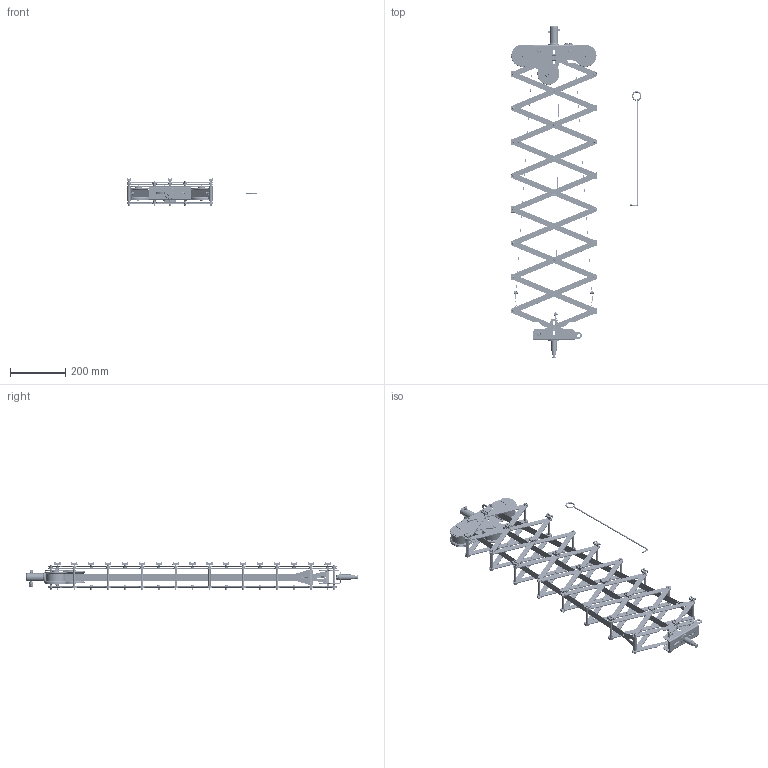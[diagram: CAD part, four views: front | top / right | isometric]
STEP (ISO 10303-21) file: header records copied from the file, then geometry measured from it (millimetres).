
FILE_DESCRIPTION (( 'STEP AP203' ), '1' );
FILE_NAME ('G1500.STEP', '2018-09-27T12:48:20', ( '' ), ( '' ), 'SwSTEP 2.0', 'SolidWorks 2016', '' );
FILE_SCHEMA (( 'CONFIG_CONTROL_DESIGN' ));
Length unit declared in the file: millimetre
Products named in the file (42): F956; TH1961; TH3731; TH1801; A Washer_Bright washer BS 4320 - M6 (Form A); Hex Nut Style 1 GradeAB_Doughty Fastners_Hexagon Nut ISO - 4032 - M6 - D - S; Hex Screw GradeC_Doughty Fastners_ISO 4018 - M10 x 20-WS; SW3dPS-nyloc nut, st stl a2 iso_M6 NYLOC; F1042; A Washer_Bright washer BS 4320 - M10 (Form A); TH3736_MIDWAY MIDDLE; TH3735_MIDWAY; F2019; S3601_Extended Midway; TH1954; Hex Screw GradeC_Doughty Fastners_ISO 4018 - M6 x 16-WS; TH1958; TH1955; TH3732; S2003; TH3733; TH1953; Hex Screw GradeC_Doughty Fastners_ISO 4018 - M10 x 30-WS; G1500; TH3734_Formed_DEFAULT; F1041; TH1960; TH1962; TH2073_Formed_6.0KG - 2.0m; TH1956; TH1959; G1499; TH2237; Hex Screw GradeC_Doughty Fastners_ISO 4018 - M5 x 10-WS; Single Coil Rectangular Section Spring Washer_Doughty Fastners_M10 Spring Washer; F2005; TH1999; Doughty Knob_S3075; S3601_MIDWAY MIDDLE; B Washer_Bright washer BS 4320 - M5 (Form B) ...
Assembly tree (293 placements, depth 3):
  G1500
    TH3731
    TH1960  x2
    TH1959  x2
    TH1955  x10
    F1041  x8
    F956  x86
    TH1958  x8
    F1042  x58
    TH1954  x8
    TH1953  x28
    TH1956  x7
    F2019  x7
    TH1961
    TH1962
    A Washer_Bright washer BS 4320 - M10 (Form A)  x2
    Single Coil Rectangular Section Spring Washer_Doughty Fastners_M10 Spring Washer  x2
    Hex Screw GradeC_Doughty Fastners_ISO 4018 - M10 x 20-WS
    External Circlip_Doughty Fastners_BS 3673-4 - S006M  x2
    TH1999
    TH3733  x2
    TH3735_MIDWAY  x2
      TH3732
      S3601_Extended Midway
      F2005
      TH2073_Formed_6.0KG - 2.0m
      B Washer_Bright washer BS 4320 - M5 (Form B)
      Hex Screw GradeC_Doughty Fastners_ISO 4018 - M5 x 10-WS
      SW3dPS-nyloc nut, st stl a2 iso_M5 NYLOC
      TH3733
      TH1999
      External Circlip_Doughty Fastners_BS 3673-4 - S006M
    G1499
    TH3736_MIDWAY MIDDLE
      TH3732
      S3601_MIDWAY MIDDLE
      F2005
      B Washer_Bright washer BS 4320 - M5 (Form B)  x2
      Hex Screw GradeC_Doughty Fastners_ISO 4018 - M5 x 10-WS
      SW3dPS-nyloc nut, st stl a2 iso_M5 NYLOC
      TH3734_Formed_DEFAULT
    TH1801
    TH2237
    Doughty Knob_S3075
    S2003  x17
    Hex Nut Style 1 GradeAB_Doughty Fastners_Hexagon Nut ISO - 4032 - M6 - D - S
    A Washer_Bright washer BS 4320 - M6 (Form A)  x4
    SW3dPS-nyloc nut, st stl a2 iso_M6 NYLOC  x2
    Hex Screw GradeC_Doughty Fastners_ISO 4018 - M6 x 16-WS  x3
    Hex Screw GradeC_Doughty Fastners_ISO 4018 - M10 x 30-WS
Bounding box: 474.82 x 1203.74 x 101 mm (x, y, z)
Volume: 1567917.7 mm3; surface area: 1401443.5 mm2
Topology: 303 solids, 303 shells, 8022 faces, 19867 edges, 12620 vertices
Faces by surface type: cylinder 3380, plane 2458, cone 1594, torus 412, bspline 164, sphere 14
Entity records: 73603 total; most frequent: CARTESIAN_POINT 22340, DIRECTION 9133, ORIENTED_EDGE 7934, EDGE_CURVE 3967, AXIS2_PLACEMENT_3D 3677, VERTEX_POINT 2500, CIRCLE 1814, LINE 1779
